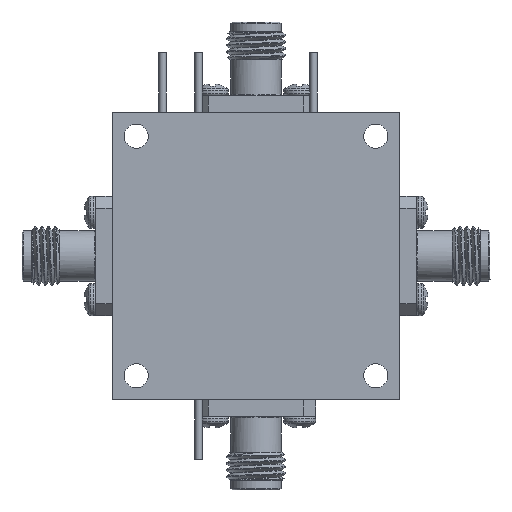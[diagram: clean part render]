
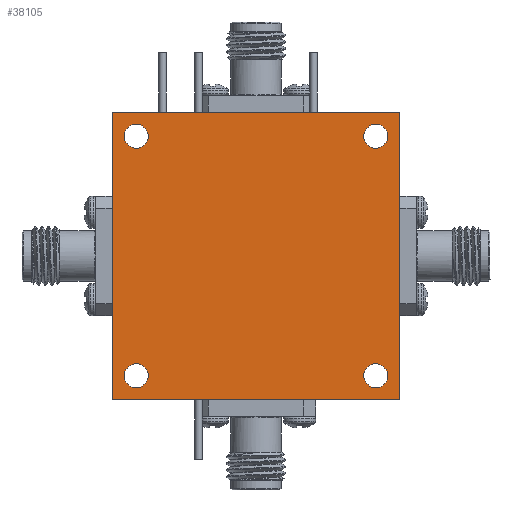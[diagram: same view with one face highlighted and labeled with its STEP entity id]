
A CAD part, front view. The second image highlights one B-rep face of the part: STEP entity #38105.
In plain terms, the highlighted planar face has unit normal (0, -1, 0).
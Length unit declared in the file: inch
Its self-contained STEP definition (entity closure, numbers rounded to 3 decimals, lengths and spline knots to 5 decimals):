
#2030 = CARTESIAN_POINT ( 'NONE',  ( -0.6, -0.25, 0.6 ) ) ;
#2299 = EDGE_CURVE ( 'NONE', #11594, #45801, #35553, .T. ) ;
#2626 = CARTESIAN_POINT ( 'NONE',  ( 0.6, -0.25, 0.6 ) ) ;
#2725 = EDGE_CURVE ( 'NONE', #45801, #4663, #27036, .T. ) ;
#3246 = EDGE_LOOP ( 'NONE', ( #13373 ) ) ;
#3503 = FACE_BOUND ( 'NONE', #11225, .T. ) ;
#3869 = EDGE_CURVE ( 'NONE', #4663, #34540, #9606, .T. ) ;
#4005 = DIRECTION ( 'NONE',  ( 0., 0., 1. ) ) ;
#4015 = CARTESIAN_POINT ( 'NONE',  ( 0.6, -0.25, 0.6 ) ) ;
#4663 = VERTEX_POINT ( 'NONE', #4015 ) ;
#5008 = CARTESIAN_POINT ( 'NONE',  ( -0.5, -0.25, -0.45 ) ) ;
#6205 = EDGE_LOOP ( 'NONE', ( #9004 ) ) ;
#6882 = VECTOR ( 'NONE', #25054, 39.37008 ) ;
#7150 = DIRECTION ( 'NONE',  ( 0., 1., 0. ) ) ;
#7927 = VERTEX_POINT ( 'NONE', #44553 ) ;
#8130 = ORIENTED_EDGE ( 'NONE', *, *, #2299, .F. ) ;
#8587 = CARTESIAN_POINT ( 'NONE',  ( -0.5, -0.25, 0.5 ) ) ;
#8925 = AXIS2_PLACEMENT_3D ( 'NONE', #32158, #35045, #31441 ) ;
#9004 = ORIENTED_EDGE ( 'NONE', *, *, #32871, .T. ) ;
#9463 = EDGE_LOOP ( 'NONE', ( #40952 ) ) ;
#9606 = LINE ( 'NONE', #2626, #28718 ) ;
#10230 = EDGE_CURVE ( 'NONE', #34540, #11594, #32131, .T. ) ;
#10242 = FACE_BOUND ( 'NONE', #3246, .T. ) ;
#11225 = EDGE_LOOP ( 'NONE', ( #26557 ) ) ;
#11594 = VERTEX_POINT ( 'NONE', #22181 ) ;
#11630 = CARTESIAN_POINT ( 'NONE',  ( -0.6, -0.25, 0.6 ) ) ;
#11998 = EDGE_CURVE ( 'NONE', #24249, #24249, #18957, .T. ) ;
#12630 = AXIS2_PLACEMENT_3D ( 'NONE', #8587, #23211, #45437 ) ;
#13373 = ORIENTED_EDGE ( 'NONE', *, *, #22904, .T. ) ;
#14302 = CIRCLE ( 'NONE', #8925, 0.05 ) ;
#16427 = EDGE_LOOP ( 'NONE', ( #46364, #20845, #8130, #17988 ) ) ;
#17062 = CARTESIAN_POINT ( 'NONE',  ( 0.5, -0.25, -0.45 ) ) ;
#17281 = DIRECTION ( 'NONE',  ( 0., 0., -1. ) ) ;
#17687 = FACE_BOUND ( 'NONE', #9463, .T. ) ;
#17988 = ORIENTED_EDGE ( 'NONE', *, *, #10230, .F. ) ;
#17990 = CIRCLE ( 'NONE', #12630, 0.05 ) ;
#18652 = CARTESIAN_POINT ( 'NONE',  ( -0.5, -0.25, -0.5 ) ) ;
#18907 = CIRCLE ( 'NONE', #43359, 0.05 ) ;
#18957 = CIRCLE ( 'NONE', #44925, 0.05 ) ;
#20845 = ORIENTED_EDGE ( 'NONE', *, *, #2725, .F. ) ;
#21601 = EDGE_CURVE ( 'NONE', #7927, #7927, #14302, .T. ) ;
#21999 = DIRECTION ( 'NONE',  ( 0., 0., -1. ) ) ;
#22181 = CARTESIAN_POINT ( 'NONE',  ( -0.6, -0.25, -0.6 ) ) ;
#22904 = EDGE_CURVE ( 'NONE', #34708, #34708, #18907, .T. ) ;
#23211 = DIRECTION ( 'NONE',  ( 0., 1., 0. ) ) ;
#24045 = CARTESIAN_POINT ( 'NONE',  ( 0.5, -0.25, -0.5 ) ) ;
#24249 = VERTEX_POINT ( 'NONE', #17062 ) ;
#24856 = PLANE ( 'NONE',  #27296 ) ;
#25054 = DIRECTION ( 'NONE',  ( 0., 0., 1. ) ) ;
#26557 = ORIENTED_EDGE ( 'NONE', *, *, #21601, .T. ) ;
#27036 = LINE ( 'NONE', #34448, #32117 ) ;
#27296 = AXIS2_PLACEMENT_3D ( 'NONE', #29154, #43531, #21999 ) ;
#28718 = VECTOR ( 'NONE', #17281, 39.37008 ) ;
#29154 = CARTESIAN_POINT ( 'NONE',  ( 0., -0.25, 0. ) ) ;
#31103 = VERTEX_POINT ( 'NONE', #45735 ) ;
#31441 = DIRECTION ( 'NONE',  ( 0., 0., 1. ) ) ;
#32117 = VECTOR ( 'NONE', #34676, 39.37008 ) ;
#32131 = LINE ( 'NONE', #39543, #47142 ) ;
#32158 = CARTESIAN_POINT ( 'NONE',  ( 0.5, -0.25, 0.5 ) ) ;
#32871 = EDGE_CURVE ( 'NONE', #31103, #31103, #17990, .T. ) ;
#34448 = CARTESIAN_POINT ( 'NONE',  ( -0.6, -0.25, 0.6 ) ) ;
#34540 = VERTEX_POINT ( 'NONE', #35080 ) ;
#34676 = DIRECTION ( 'NONE',  ( 1., 0., 0. ) ) ;
#34708 = VERTEX_POINT ( 'NONE', #5008 ) ;
#35045 = DIRECTION ( 'NONE',  ( 0., 1., 0. ) ) ;
#35080 = CARTESIAN_POINT ( 'NONE',  ( 0.6, -0.25, -0.6 ) ) ;
#35553 = LINE ( 'NONE', #2030, #6882 ) ;
#35720 = DIRECTION ( 'NONE',  ( -1., 0., 0. ) ) ;
#36573 = FACE_BOUND ( 'NONE', #6205, .T. ) ;
#38105 = ADVANCED_FACE ( 'NONE', ( #43752, #3503, #10242, #17687, #36573 ), #24856, .T. ) ;
#38386 = DIRECTION ( 'NONE',  ( 0., 0., 1. ) ) ;
#39543 = CARTESIAN_POINT ( 'NONE',  ( -0.6, -0.25, -0.6 ) ) ;
#40952 = ORIENTED_EDGE ( 'NONE', *, *, #11998, .T. ) ;
#43359 = AXIS2_PLACEMENT_3D ( 'NONE', #18652, #7150, #4005 ) ;
#43531 = DIRECTION ( 'NONE',  ( 0., -1., 0. ) ) ;
#43752 = FACE_OUTER_BOUND ( 'NONE', #16427, .T. ) ;
#44553 = CARTESIAN_POINT ( 'NONE',  ( 0.5, -0.25, 0.55 ) ) ;
#44925 = AXIS2_PLACEMENT_3D ( 'NONE', #24045, #45338, #38386 ) ;
#45338 = DIRECTION ( 'NONE',  ( 0., 1., 0. ) ) ;
#45437 = DIRECTION ( 'NONE',  ( 0., 0., 1. ) ) ;
#45735 = CARTESIAN_POINT ( 'NONE',  ( -0.5, -0.25, 0.55 ) ) ;
#45801 = VERTEX_POINT ( 'NONE', #11630 ) ;
#46364 = ORIENTED_EDGE ( 'NONE', *, *, #3869, .F. ) ;
#47142 = VECTOR ( 'NONE', #35720, 39.37008 ) ;
